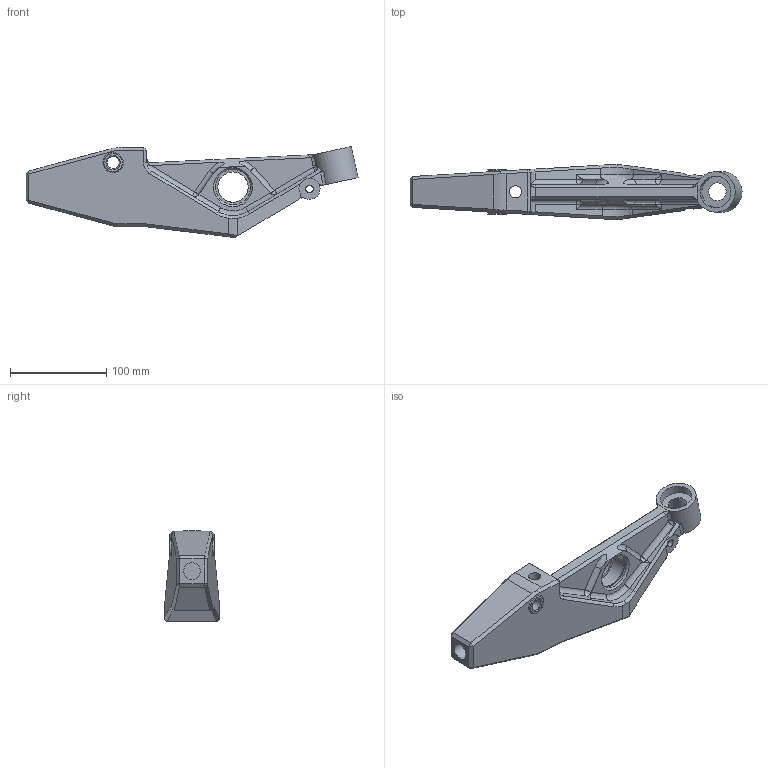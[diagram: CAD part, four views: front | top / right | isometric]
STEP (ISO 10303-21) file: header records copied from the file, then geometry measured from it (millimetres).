
FILE_DESCRIPTION(/* description */ (''),/* implementation_level */ '2;1');
FILE_NAME(/* name */ 'NISSAN-350Z-BILLET.LCA.(IN PROGRESS).step',/* time_stamp */ '2023-04-12T08:59:57-04:00',/* author */ (''),/* organization */ (''),/* preprocessor_version */ 'ST-DEVELOPER v19.2',/* originating_system */ 'Autodesk Translation Framework v11.17.0.187',/* authorisation */ '');
FILE_SCHEMA (('AUTOMOTIVE_DESIGN { 1 0 10303 214 3 1 1 }'));
Length unit declared in the file: millimetre
Products named in the file (4): NISSAN-350Z-BILLET.LCA.(IN PROGRESS); NISSAN-350Z-LOWER.CONTROL.ARM; Component1; Component2
Assembly tree (3 placements, depth 4):
  NISSAN-350Z-BILLET.LCA.(IN PROGRESS)
    NISSAN-350Z-LOWER.CONTROL.ARM
      Component1
        Component2
Bounding box: 345.12 x 57.33 x 94.47 mm (x, y, z)
Volume: 682215.6 mm3; surface area: 84957.6 mm2
Topology: 1 solids, 1 shells, 171 faces, 430 edges, 268 vertices
Faces by surface type: plane 72, cylinder 59, bspline 23, torus 7, sphere 6, cone 4
Full cylindrical faces by diameter (mm): 7.94 x1, 12.7 x2, 17.435 x1, 19.05 x2, 31.509 x1, 33.02 x1, 36.513 x2, 38.811 x1
Entity records: 6089 total; most frequent: CARTESIAN_POINT 1954, ORIENTED_EDGE 860, DIRECTION 830, EDGE_CURVE 430, AXIS2_PLACEMENT_3D 311, VERTEX_POINT 268, LINE 208, VECTOR 208
